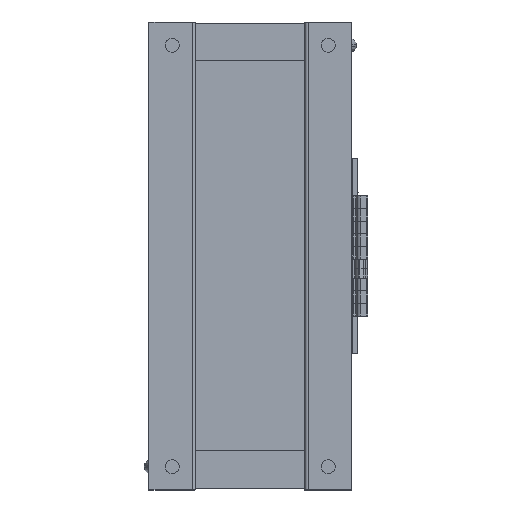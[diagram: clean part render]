
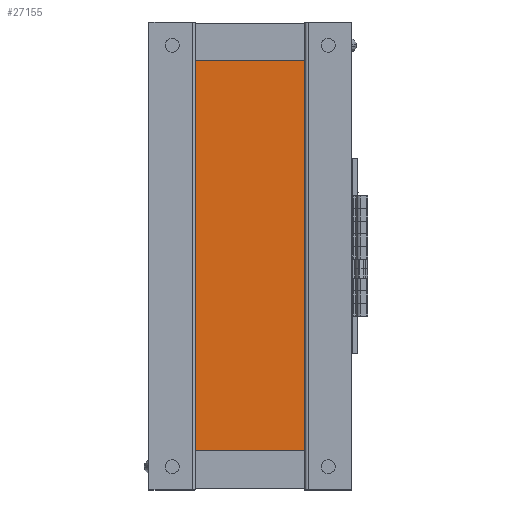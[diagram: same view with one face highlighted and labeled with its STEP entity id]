
A CAD part, front view. The second image highlights one B-rep face of the part: STEP entity #27155.
In plain terms, the highlighted planar face has unit normal (0, -1, 0).
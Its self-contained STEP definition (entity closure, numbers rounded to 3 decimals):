
#2792=FACE_OUTER_BOUND('',#4215,.T.);
#4215=EDGE_LOOP('',(#18320,#18321,#18322,#18323));
#5735=LINE('',#39219,#8738);
#5736=LINE('',#39222,#8739);
#5737=LINE('',#39224,#8740);
#5738=LINE('',#39225,#8741);
#8738=VECTOR('',#31417,10.);
#8739=VECTOR('',#31420,10.);
#8740=VECTOR('',#31421,10.);
#8741=VECTOR('',#31422,10.);
#11736=VERTEX_POINT('',#39212);
#11739=VERTEX_POINT('',#39217);
#11740=VERTEX_POINT('',#39221);
#11741=VERTEX_POINT('',#39223);
#14348=EDGE_CURVE('',#11736,#11739,#5735,.T.);
#14349=EDGE_CURVE('',#11740,#11736,#5736,.T.);
#14350=EDGE_CURVE('',#11741,#11739,#5737,.T.);
#14351=EDGE_CURVE('',#11740,#11741,#5738,.T.);
#18320=ORIENTED_EDGE('',*,*,#14349,.T.);
#18321=ORIENTED_EDGE('',*,*,#14348,.T.);
#18322=ORIENTED_EDGE('',*,*,#14350,.F.);
#18323=ORIENTED_EDGE('',*,*,#14351,.F.);
#26183=PLANE('',#28957);
#27155=ADVANCED_FACE('',(#2792),#26183,.T.);
#28957=AXIS2_PLACEMENT_3D('',#39220,#31418,#31419);
#31417=DIRECTION('',(1.,0.,0.));
#31418=DIRECTION('center_axis',(0.,-1.,0.));
#31419=DIRECTION('ref_axis',(0.,0.,-1.));
#31420=DIRECTION('',(0.,0.,-1.));
#31421=DIRECTION('',(0.,0.,-1.));
#31422=DIRECTION('',(1.,0.,0.));
#39212=CARTESIAN_POINT('',(0.,0.,0.));
#39217=CARTESIAN_POINT('',(70.,0.,0.));
#39219=CARTESIAN_POINT('',(0.,0.,0.));
#39220=CARTESIAN_POINT('Origin',(0.,0.,250.));
#39221=CARTESIAN_POINT('',(0.,0.,250.));
#39222=CARTESIAN_POINT('',(0.,0.,250.));
#39223=CARTESIAN_POINT('',(70.,0.,250.));
#39224=CARTESIAN_POINT('',(70.,0.,250.));
#39225=CARTESIAN_POINT('',(0.,0.,250.));
